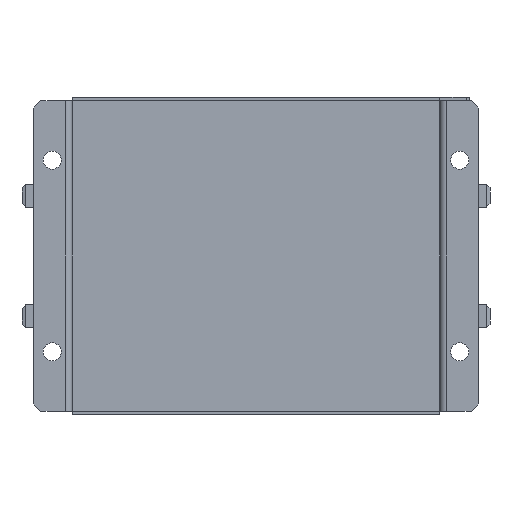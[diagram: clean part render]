
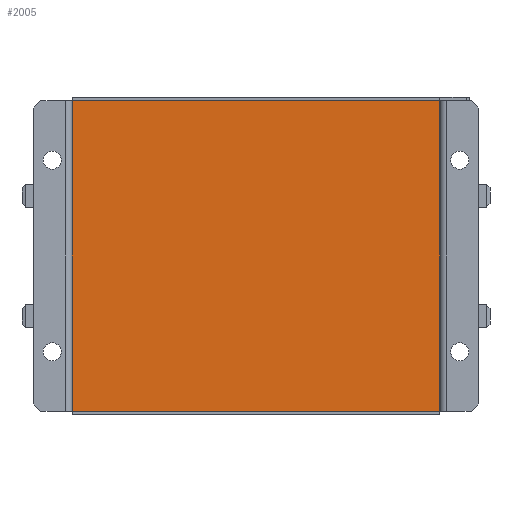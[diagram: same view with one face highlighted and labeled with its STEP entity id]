
A CAD part, front view. The second image highlights one B-rep face of the part: STEP entity #2005.
In plain terms, the highlighted planar face has unit normal (0, -1, 0).
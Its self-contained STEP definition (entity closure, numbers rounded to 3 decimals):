
#23 = PLANE ( 'NONE',  #2317 ) ;
#59 = FACE_OUTER_BOUND ( 'NONE', #4265, .T. ) ;
#609 = DIRECTION ( 'NONE',  ( 1., 0., 0. ) ) ;
#759 = DIRECTION ( 'NONE',  ( 0., 0., -1. ) ) ;
#855 = EDGE_CURVE ( 'Defeature ausgef�hrt2_65+Defeature ausgef�hrt2_64+Defeature ausgef�hrt2_34+Defeature ausgef�hrt2_24', #4895, #2958, #4883, .T. ) ;
#1104 = CARTESIAN_POINT ( 'NONE',  ( 0., -36.3, 0. ) ) ;
#1125 = CARTESIAN_POINT ( 'NONE',  ( 48.699, -36.3, -41.2 ) ) ;
#1126 = DIRECTION ( 'NONE',  ( 0., -1., 0. ) ) ;
#1206 = CARTESIAN_POINT ( 'NONE',  ( 48.699, -36.3, 41.2 ) ) ;
#1267 = VECTOR ( 'NONE', #609, 1000. ) ;
#1530 = DIRECTION ( 'NONE',  ( 0., 0., 1. ) ) ;
#1618 = VECTOR ( 'NONE', #759, 1000. ) ;
#1773 = EDGE_CURVE ( 'Defeature ausgef�hrt2_65+Defeature ausgef�hrt2_24+Defeature ausgef�hrt2_64+Defeature ausgef�hrt2_66', #2958, #1922, #4756, .T. ) ;
#1786 = ORIENTED_EDGE ( 'NONE', *, *, #2406, .T. ) ;
#1922 = VERTEX_POINT ( 'NONE', #3752 ) ;
#2005 = ADVANCED_FACE ( 'Defeature ausgef�hrt2_65', ( #59 ), #23, .T. ) ;
#2044 = LINE ( 'NONE', #2108, #1267 ) ;
#2108 = CARTESIAN_POINT ( 'NONE',  ( 48.699, -36.3, -41.2 ) ) ;
#2317 = AXIS2_PLACEMENT_3D ( 'NONE', #1104, #1126, #3036 ) ;
#2323 = CARTESIAN_POINT ( 'NONE',  ( 48.699, -36.3, 41.2 ) ) ;
#2406 = EDGE_CURVE ( 'Defeature ausgef�hrt2_65+Defeature ausgef�hrt2_66+Defeature ausgef�hrt2_24+Defeature ausgef�hrt2_34', #1922, #3798, #3099, .T. ) ;
#2670 = CARTESIAN_POINT ( 'NONE',  ( 48.699, -36.3, -41.2 ) ) ;
#2853 = CARTESIAN_POINT ( 'NONE',  ( -48.699, -36.3, -41.2 ) ) ;
#2861 = VECTOR ( 'NONE', #2936, 1000. ) ;
#2872 = VECTOR ( 'NONE', #1530, 1000. ) ;
#2936 = DIRECTION ( 'NONE',  ( -1., 0., 0. ) ) ;
#2958 = VERTEX_POINT ( 'NONE', #1206 ) ;
#3036 = DIRECTION ( 'NONE',  ( -1., 0., 0. ) ) ;
#3099 = LINE ( 'NONE', #3371, #1618 ) ;
#3371 = CARTESIAN_POINT ( 'NONE',  ( -48.699, -36.3, -41.2 ) ) ;
#3597 = ORIENTED_EDGE ( 'NONE', *, *, #3805, .T. ) ;
#3716 = ORIENTED_EDGE ( 'NONE', *, *, #855, .T. ) ;
#3752 = CARTESIAN_POINT ( 'NONE',  ( -48.699, -36.3, 41.2 ) ) ;
#3798 = VERTEX_POINT ( 'NONE', #2853 ) ;
#3805 = EDGE_CURVE ( 'Defeature ausgef�hrt2_65+Defeature ausgef�hrt2_34+Defeature ausgef�hrt2_66+Defeature ausgef�hrt2_64', #3798, #4895, #2044, .T. ) ;
#4265 = EDGE_LOOP ( 'NONE', ( #1786, #3597, #3716, #4719 ) ) ;
#4719 = ORIENTED_EDGE ( 'NONE', *, *, #1773, .T. ) ;
#4756 = LINE ( 'NONE', #2323, #2861 ) ;
#4883 = LINE ( 'NONE', #1125, #2872 ) ;
#4895 = VERTEX_POINT ( 'NONE', #2670 ) ;
